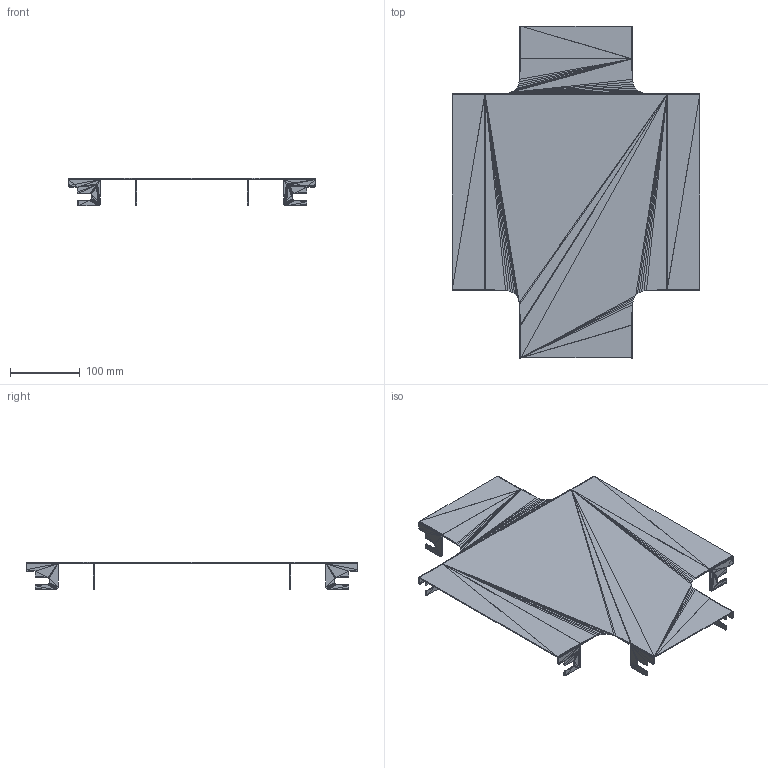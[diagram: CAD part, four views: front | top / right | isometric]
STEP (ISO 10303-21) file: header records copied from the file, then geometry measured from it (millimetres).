
FILE_DESCRIPTION(('FreeCAD Model'),'2;1');
FILE_NAME('Open CASCADE Shape Model','2022-06-22T17:11:28',('Author'),( ''),'Open CASCADE STEP processor 7.6','FreeCAD','Unknown');
FILE_SCHEMA(('AUTOMOTIVE_DESIGN { 1 0 10303 214 1 1 1 1 }'));
Products named in the file (1): _8B310011001
Bounding box: 355 x 476 x 40 mm (x, y, z)
Surface area: 286939.9 mm2 (no closed solid volume)
Topology: 0 solids, 1 shells, 3756 faces, 5634 edges, 1872 vertices
Faces by surface type: plane 3756
Entity records: 146502 total; most frequent: DIRECTION 24416, CARTESIAN_POINT 22531, LINE 16902, VECTOR 16902, ORIENTED_EDGE 11268, PCURVE 11268, DEFINITIONAL_REPRESENTATION 11268, EDGE_CURVE 5634
